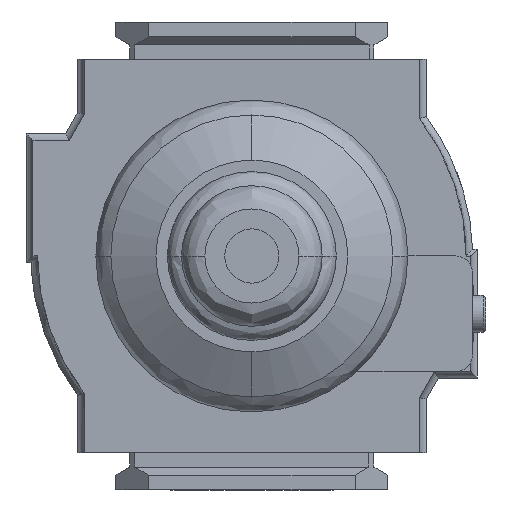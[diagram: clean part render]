
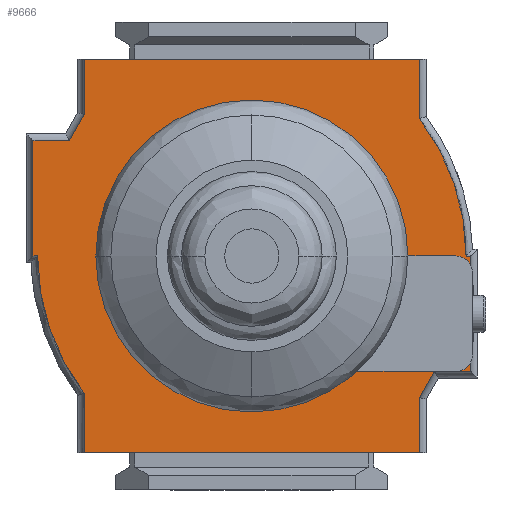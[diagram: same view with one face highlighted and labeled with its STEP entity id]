
A CAD part, front view. The second image highlights one B-rep face of the part: STEP entity #9666.
In plain terms, the highlighted face is planar.
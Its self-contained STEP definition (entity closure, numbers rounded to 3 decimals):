
#2 = LINE ( 'NONE', #6104, #3961 ) ;
#48 = VERTEX_POINT ( 'NONE', #6903 ) ;
#60 = ORIENTED_EDGE ( 'NONE', *, *, #550, .F. ) ;
#102 = LINE ( 'NONE', #6209, #1129 ) ;
#105 = CARTESIAN_POINT ( 'NONE',  ( -18., 27.325, 21.125 ) ) ;
#110 = CARTESIAN_POINT ( 'NONE',  ( 23.5, 27.325, 12.4 ) ) ;
#234 = LINE ( 'NONE', #4240, #8276 ) ;
#297 = LINE ( 'NONE', #2269, #12019 ) ;
#457 = EDGE_CURVE ( 'NONE', #9563, #10860, #3234, .T. ) ;
#479 = ORIENTED_EDGE ( 'NONE', *, *, #705, .F. ) ;
#505 = VECTOR ( 'NONE', #4786, 1000. ) ;
#550 = EDGE_CURVE ( 'NONE', #48, #7219, #1133, .T. ) ;
#664 = EDGE_CURVE ( 'NONE', #12217, #9251, #5107, .T. ) ;
#705 = EDGE_CURVE ( 'NONE', #5048, #8702, #8346, .T. ) ;
#814 = VECTOR ( 'NONE', #5053, 1000. ) ;
#1006 = CARTESIAN_POINT ( 'NONE',  ( 23.5, 27.325, 0. ) ) ;
#1016 = ORIENTED_EDGE ( 'NONE', *, *, #5721, .F. ) ;
#1090 = DIRECTION ( 'NONE',  ( 1., 0., 0. ) ) ;
#1129 = VECTOR ( 'NONE', #11480, 1000. ) ;
#1130 = VECTOR ( 'NONE', #10014, 1000. ) ;
#1133 = LINE ( 'NONE', #1006, #9486 ) ;
#1139 = VECTOR ( 'NONE', #12569, 1000. ) ;
#1179 = ORIENTED_EDGE ( 'NONE', *, *, #664, .F. ) ;
#1245 = LINE ( 'NONE', #10203, #3073 ) ;
#1359 = CARTESIAN_POINT ( 'NONE',  ( -19.6, 27.325, -12.4 ) ) ;
#1536 = VECTOR ( 'NONE', #1090, 1000. ) ;
#1653 = VERTEX_POINT ( 'NONE', #4145 ) ;
#1912 = LINE ( 'NONE', #3890, #5629 ) ;
#2126 = ORIENTED_EDGE ( 'NONE', *, *, #12496, .F. ) ;
#2269 = CARTESIAN_POINT ( 'NONE',  ( -23., 27.325, 0. ) ) ;
#2273 = DIRECTION ( 'NONE',  ( -1., 0., 0. ) ) ;
#2277 = EDGE_CURVE ( 'NONE', #4833, #1653, #1912, .T. ) ;
#2392 = PLANE ( 'NONE',  #11733 ) ;
#2446 = EDGE_CURVE ( 'NONE', #1653, #2994, #5184, .T. ) ;
#2509 = EDGE_LOOP ( 'NONE', ( #5482, #7020, #479, #2126, #5123, #1016, #5058, #8927, #2967, #3391, #60, #12017, #1179, #7079, #2750, #7940 ) ) ;
#2524 = DIRECTION ( 'NONE',  ( 0., 1., 0. ) ) ;
#2541 = CARTESIAN_POINT ( 'NONE',  ( 18., 27.325, 21.125 ) ) ;
#2750 = ORIENTED_EDGE ( 'NONE', *, *, #2446, .F. ) ;
#2923 = EDGE_CURVE ( 'NONE', #7372, #8372, #2, .T. ) ;
#2967 = ORIENTED_EDGE ( 'NONE', *, *, #3929, .F. ) ;
#2994 = VERTEX_POINT ( 'NONE', #8322 ) ;
#3073 = VECTOR ( 'NONE', #10468, 1000. ) ;
#3234 = CIRCLE ( 'NONE', #7005, 24.2 ) ;
#3308 = CARTESIAN_POINT ( 'NONE',  ( 24.44, 27.325, -21.97 ) ) ;
#3391 = ORIENTED_EDGE ( 'NONE', *, *, #12472, .F. ) ;
#3507 = FACE_OUTER_BOUND ( 'NONE', #2509, .T. ) ;
#3890 = CARTESIAN_POINT ( 'NONE',  ( -18., 27.325, -15.2 ) ) ;
#3929 = EDGE_CURVE ( 'NONE', #8227, #10263, #1245, .T. ) ;
#3961 = VECTOR ( 'NONE', #7937, 1000. ) ;
#4145 = CARTESIAN_POINT ( 'NONE',  ( -18., 27.325, -21.125 ) ) ;
#4240 = CARTESIAN_POINT ( 'NONE',  ( 23.5, 27.325, 12.4 ) ) ;
#4442 = CARTESIAN_POINT ( 'NONE',  ( -23.5, 27.325, -12.4 ) ) ;
#4450 = CARTESIAN_POINT ( 'NONE',  ( 18., 27.325, 15.2 ) ) ;
#4685 = EDGE_CURVE ( 'NONE', #9251, #48, #5806, .T. ) ;
#4786 = DIRECTION ( 'NONE',  ( 0., 0., -1. ) ) ;
#4833 = VERTEX_POINT ( 'NONE', #9503 ) ;
#5048 = VERTEX_POINT ( 'NONE', #7343 ) ;
#5053 = DIRECTION ( 'NONE',  ( 1., 0., 0. ) ) ;
#5058 = ORIENTED_EDGE ( 'NONE', *, *, #2923, .F. ) ;
#5107 = CIRCLE ( 'NONE', #5322, 24.2 ) ;
#5123 = ORIENTED_EDGE ( 'NONE', *, *, #457, .F. ) ;
#5184 = LINE ( 'NONE', #11267, #814 ) ;
#5322 = AXIS2_PLACEMENT_3D ( 'NONE', #6769, #5707, #9677 ) ;
#5482 = ORIENTED_EDGE ( 'NONE', *, *, #10049, .F. ) ;
#5535 = DIRECTION ( 'NONE',  ( 0., 0., 1. ) ) ;
#5629 = VECTOR ( 'NONE', #8832, 1000. ) ;
#5693 = CARTESIAN_POINT ( 'NONE',  ( 18., 27.325, -14.731 ) ) ;
#5707 = DIRECTION ( 'NONE',  ( 0., -1., 0. ) ) ;
#5721 = EDGE_CURVE ( 'NONE', #8372, #9563, #11721, .T. ) ;
#5806 = LINE ( 'NONE', #5866, #1130 ) ;
#5866 = CARTESIAN_POINT ( 'NONE',  ( 23., 27.325, 0. ) ) ;
#6104 = CARTESIAN_POINT ( 'NONE',  ( 18., 27.325, 21.125 ) ) ;
#6209 = CARTESIAN_POINT ( 'NONE',  ( 18., 27.325, -21.125 ) ) ;
#6427 = DIRECTION ( 'NONE',  ( 0.496, 0., -0.868 ) ) ;
#6638 = CARTESIAN_POINT ( 'NONE',  ( 18., 27.325, 15.2 ) ) ;
#6769 = CARTESIAN_POINT ( 'NONE',  ( -1.2, 27.325, 0. ) ) ;
#6800 = CARTESIAN_POINT ( 'NONE',  ( 1.2, 27.325, 0. ) ) ;
#6903 = CARTESIAN_POINT ( 'NONE',  ( 23.5, 27.325, 0. ) ) ;
#7005 = AXIS2_PLACEMENT_3D ( 'NONE', #6800, #10881, #12808 ) ;
#7020 = ORIENTED_EDGE ( 'NONE', *, *, #8640, .F. ) ;
#7079 = ORIENTED_EDGE ( 'NONE', *, *, #11777, .F. ) ;
#7219 = VERTEX_POINT ( 'NONE', #110 ) ;
#7343 = CARTESIAN_POINT ( 'NONE',  ( -23.5, 27.325, 0. ) ) ;
#7366 = CARTESIAN_POINT ( 'NONE',  ( -19.6, 27.325, -12.4 ) ) ;
#7372 = VERTEX_POINT ( 'NONE', #2541 ) ;
#7425 = CARTESIAN_POINT ( 'NONE',  ( -23., 27.325, 0. ) ) ;
#7435 = VECTOR ( 'NONE', #8761, 1000. ) ;
#7461 = VECTOR ( 'NONE', #6427, 1000. ) ;
#7731 = LINE ( 'NONE', #6638, #1139 ) ;
#7937 = DIRECTION ( 'NONE',  ( -1., 0., 0. ) ) ;
#7940 = ORIENTED_EDGE ( 'NONE', *, *, #2277, .F. ) ;
#8227 = VERTEX_POINT ( 'NONE', #11768 ) ;
#8276 = VECTOR ( 'NONE', #2273, 1000. ) ;
#8322 = CARTESIAN_POINT ( 'NONE',  ( 18., 27.325, -21.125 ) ) ;
#8346 = LINE ( 'NONE', #12708, #7435 ) ;
#8372 = VERTEX_POINT ( 'NONE', #105 ) ;
#8640 = EDGE_CURVE ( 'NONE', #8702, #9329, #11233, .T. ) ;
#8702 = VERTEX_POINT ( 'NONE', #4442 ) ;
#8760 = CARTESIAN_POINT ( 'NONE',  ( -18., 27.325, 21.125 ) ) ;
#8761 = DIRECTION ( 'NONE',  ( 0., 0., -1. ) ) ;
#8832 = DIRECTION ( 'NONE',  ( 0., 0., -1. ) ) ;
#8927 = ORIENTED_EDGE ( 'NONE', *, *, #12127, .F. ) ;
#9251 = VERTEX_POINT ( 'NONE', #11539 ) ;
#9329 = VERTEX_POINT ( 'NONE', #7366 ) ;
#9486 = VECTOR ( 'NONE', #11278, 1000. ) ;
#9503 = CARTESIAN_POINT ( 'NONE',  ( -18., 27.325, -15.2 ) ) ;
#9563 = VERTEX_POINT ( 'NONE', #9888 ) ;
#9666 = ADVANCED_FACE ( 'NONE', ( #3507 ), #2392, .T. ) ;
#9677 = DIRECTION ( 'NONE',  ( 1., 0., 0. ) ) ;
#9888 = CARTESIAN_POINT ( 'NONE',  ( -18., 27.325, 14.731 ) ) ;
#10014 = DIRECTION ( 'NONE',  ( 1., 0., 0. ) ) ;
#10042 = CARTESIAN_POINT ( 'NONE',  ( -23.5, 27.325, -12.4 ) ) ;
#10049 = EDGE_CURVE ( 'NONE', #9329, #4833, #10180, .T. ) ;
#10180 = LINE ( 'NONE', #1359, #7461 ) ;
#10203 = CARTESIAN_POINT ( 'NONE',  ( 19.6, 27.325, 12.4 ) ) ;
#10263 = VERTEX_POINT ( 'NONE', #4450 ) ;
#10468 = DIRECTION ( 'NONE',  ( -0.496, 0., 0.868 ) ) ;
#10860 = VERTEX_POINT ( 'NONE', #7425 ) ;
#10881 = DIRECTION ( 'NONE',  ( 0., -1., 0. ) ) ;
#11233 = LINE ( 'NONE', #10042, #1536 ) ;
#11267 = CARTESIAN_POINT ( 'NONE',  ( -18., 27.325, -21.125 ) ) ;
#11278 = DIRECTION ( 'NONE',  ( 0., 0., 1. ) ) ;
#11480 = DIRECTION ( 'NONE',  ( 0., 0., 1. ) ) ;
#11539 = CARTESIAN_POINT ( 'NONE',  ( 23., 27.325, 0. ) ) ;
#11721 = LINE ( 'NONE', #8760, #505 ) ;
#11733 = AXIS2_PLACEMENT_3D ( 'NONE', #3308, #2524, #5535 ) ;
#11768 = CARTESIAN_POINT ( 'NONE',  ( 19.6, 27.325, 12.4 ) ) ;
#11777 = EDGE_CURVE ( 'NONE', #2994, #12217, #102, .T. ) ;
#12017 = ORIENTED_EDGE ( 'NONE', *, *, #4685, .F. ) ;
#12019 = VECTOR ( 'NONE', #12078, 1000. ) ;
#12078 = DIRECTION ( 'NONE',  ( -1., 0., 0. ) ) ;
#12127 = EDGE_CURVE ( 'NONE', #10263, #7372, #7731, .T. ) ;
#12217 = VERTEX_POINT ( 'NONE', #5693 ) ;
#12472 = EDGE_CURVE ( 'NONE', #7219, #8227, #234, .T. ) ;
#12496 = EDGE_CURVE ( 'NONE', #10860, #5048, #297, .T. ) ;
#12569 = DIRECTION ( 'NONE',  ( 0., 0., 1. ) ) ;
#12708 = CARTESIAN_POINT ( 'NONE',  ( -23.5, 27.325, 0. ) ) ;
#12808 = DIRECTION ( 'NONE',  ( 1., 0., 0. ) ) ;
